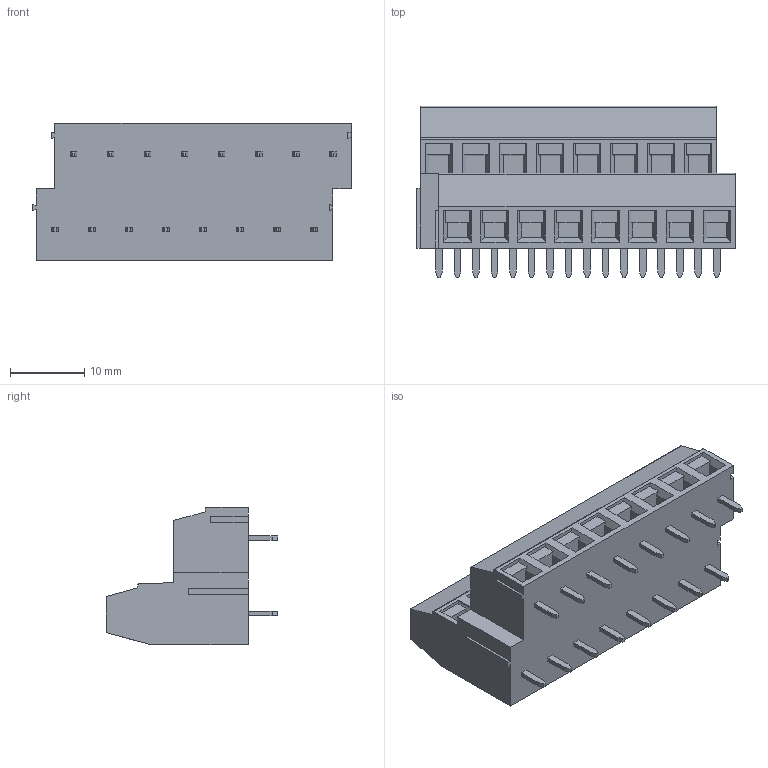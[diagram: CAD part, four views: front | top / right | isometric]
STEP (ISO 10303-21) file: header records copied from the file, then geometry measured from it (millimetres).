
FILE_DESCRIPTION (( 'STEP AP214' ), '1' );
FILE_NAME ('DG127A-5.0-16P-4Y-00AH.STEP', '2021-01-02T02:27:18', ( '' ), ( '' ), 'SwSTEP 2.0', 'SolidWorks 2020', '' );
FILE_SCHEMA (( 'AUTOMOTIVE_DESIGN' ));
Length unit declared in the file: millimetre
Products named in the file (1): DG127A-5.0-16P-4Y-00AH
Bounding box: 43 x 23.2 x 18.5 mm (x, y, z)
Volume: 8658.7 mm3; surface area: 5865.4 mm2
Topology: 1 solids, 1 shells, 947 faces, 2546 edges, 1676 vertices
Faces by surface type: plane 702, bspline 128, cylinder 69, torus 48
Entity records: 42858 total; most frequent: CARTESIAN_POINT 12794, ORIENTED_EDGE 5092, DIRECTION 4132, EDGE_CURVE 2546, LINE 1960, VECTOR 1960, VERTEX_POINT 1676, AXIS2_PLACEMENT_3D 1086
